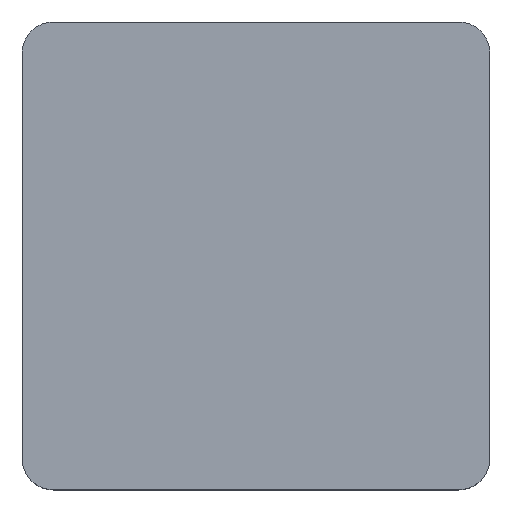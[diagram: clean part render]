
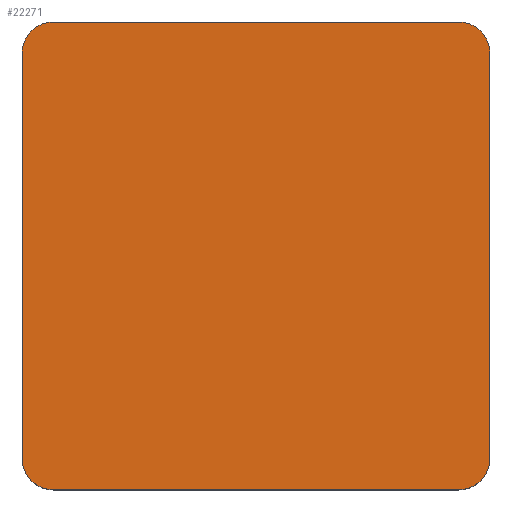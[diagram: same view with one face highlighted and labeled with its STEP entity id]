
A CAD part, top view. The second image highlights one B-rep face of the part: STEP entity #22271.
In plain terms, the highlighted planar face has unit normal (0, 0, 1).
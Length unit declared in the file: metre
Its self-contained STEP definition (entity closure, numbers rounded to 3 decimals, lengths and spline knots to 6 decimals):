
#1808=PLANE('',#23638);
#2446=LINE('',#28298,#4559);
#2474=LINE('',#28497,#4587);
#2568=LINE('',#29072,#4681);
#2904=LINE('',#30987,#5017);
#4559=VECTOR('',#24463,1.);
#4587=VECTOR('',#24495,1.);
#4681=VECTOR('',#24593,1.);
#5017=VECTOR('',#25011,1.);
#7700=ORIENTED_EDGE('',*,*,#14446,.F.);
#7701=ORIENTED_EDGE('',*,*,#14448,.T.);
#7702=ORIENTED_EDGE('',*,*,#13526,.T.);
#7703=ORIENTED_EDGE('',*,*,#14449,.T.);
#7704=ORIENTED_EDGE('',*,*,#13590,.T.);
#7705=ORIENTED_EDGE('',*,*,#14450,.T.);
#7706=ORIENTED_EDGE('',*,*,#13781,.F.);
#7707=ORIENTED_EDGE('',*,*,#14451,.T.);
#13526=EDGE_CURVE('',#16922,#16921,#2446,.T.);
#13590=EDGE_CURVE('',#16986,#16985,#2474,.T.);
#13781=EDGE_CURVE('',#17176,#17177,#2568,.T.);
#14446=EDGE_CURVE('',#17835,#17836,#2904,.T.);
#14448=EDGE_CURVE('',#17835,#16922,#19209,.T.);
#14449=EDGE_CURVE('',#16921,#16986,#19210,.T.);
#14450=EDGE_CURVE('',#16985,#17177,#19211,.T.);
#14451=EDGE_CURVE('',#17176,#17836,#19212,.T.);
#16921=VERTEX_POINT('',#28297);
#16922=VERTEX_POINT('',#28299);
#16985=VERTEX_POINT('',#28496);
#16986=VERTEX_POINT('',#28498);
#17176=VERTEX_POINT('',#29071);
#17177=VERTEX_POINT('',#29073);
#17835=VERTEX_POINT('',#30986);
#17836=VERTEX_POINT('',#30988);
#19209=CIRCLE('',#23631,0.01);
#19210=CIRCLE('',#23633,0.01);
#19211=CIRCLE('',#23635,0.01);
#19212=CIRCLE('',#23637,0.01);
#19409=EDGE_LOOP('',(#7700,#7701,#7702,#7703,#7704,#7705,#7706,#7707));
#20872=FACE_BOUND('',#19409,.T.);
#22271=ADVANCED_FACE('',(#20872),#1808,.T.);
#23631=AXIS2_PLACEMENT_3D('',#30991,#25015,#25016);
#23633=AXIS2_PLACEMENT_3D('',#30993,#25019,#25020);
#23635=AXIS2_PLACEMENT_3D('',#30995,#25023,#25024);
#23637=AXIS2_PLACEMENT_3D('',#30997,#25027,#25028);
#23638=AXIS2_PLACEMENT_3D('',#30998,#25029,#25030);
#24463=DIRECTION('',(-1.,0.,0.));
#24495=DIRECTION('',(0.,-1.,0.));
#24593=DIRECTION('',(-1.,0.,0.));
#25011=DIRECTION('',(0.,-1.,0.));
#25015=DIRECTION('',(0.,0.,1.));
#25016=DIRECTION('',(1.,0.,0.));
#25019=DIRECTION('',(0.,0.,1.));
#25020=DIRECTION('',(1.,0.,0.));
#25023=DIRECTION('',(0.,0.,1.));
#25024=DIRECTION('',(1.,0.,0.));
#25027=DIRECTION('',(0.,0.,1.));
#25028=DIRECTION('',(1.,0.,0.));
#25029=DIRECTION('',(0.,0.,1.));
#25030=DIRECTION('',(1.,0.,0.));
#28297=CARTESIAN_POINT('',(-0.065,0.075,0.05));
#28298=CARTESIAN_POINT('',(0.,0.075,0.05));
#28299=CARTESIAN_POINT('',(0.065,0.075,0.05));
#28496=CARTESIAN_POINT('',(-0.075,-0.065,0.05));
#28497=CARTESIAN_POINT('',(-0.075,0.,0.05));
#28498=CARTESIAN_POINT('',(-0.075,0.065,0.05));
#29071=CARTESIAN_POINT('',(0.065,-0.075,0.05));
#29072=CARTESIAN_POINT('',(0.,-0.075,0.05));
#29073=CARTESIAN_POINT('',(-0.065,-0.075,0.05));
#30986=CARTESIAN_POINT('',(0.075,0.065,0.05));
#30987=CARTESIAN_POINT('',(0.075,0.,0.05));
#30988=CARTESIAN_POINT('',(0.075,-0.065,0.05));
#30991=CARTESIAN_POINT('',(0.065,0.065,0.05));
#30993=CARTESIAN_POINT('',(-0.065,0.065,0.05));
#30995=CARTESIAN_POINT('',(-0.065,-0.065,0.05));
#30997=CARTESIAN_POINT('',(0.065,-0.065,0.05));
#30998=CARTESIAN_POINT('',(0.,0.,0.05));
